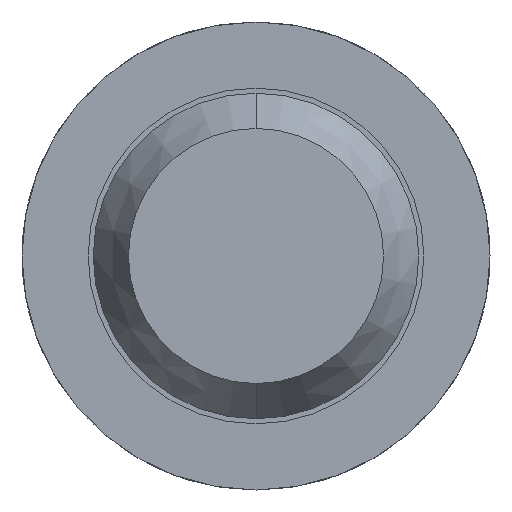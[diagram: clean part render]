
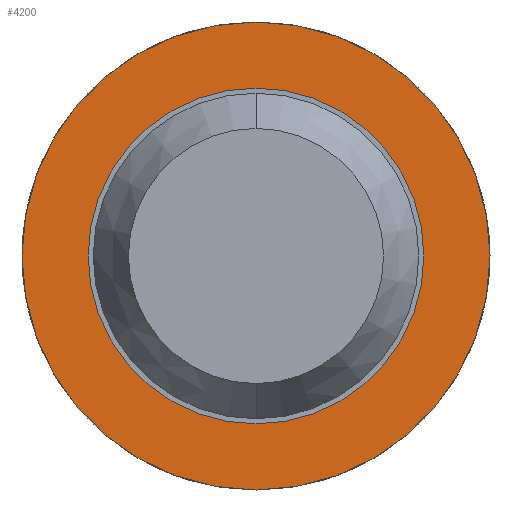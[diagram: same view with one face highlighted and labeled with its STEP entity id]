
A CAD part, front view. The second image highlights one B-rep face of the part: STEP entity #4200.
In plain terms, the highlighted planar face has unit normal (0, -1, 0).
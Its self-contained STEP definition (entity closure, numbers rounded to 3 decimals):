
#145 = CARTESIAN_POINT ( 'NONE',  ( 0., -1.7, -0.825 ) ) ;
#194 = DIRECTION ( 'NONE',  ( 0., 0., 1. ) ) ;
#233 = VERTEX_POINT ( 'NONE', #2584 ) ;
#245 = DIRECTION ( 'NONE',  ( 0., 0., 1. ) ) ;
#575 = DIRECTION ( 'NONE',  ( 0., 0., 1. ) ) ;
#654 = CARTESIAN_POINT ( 'NONE',  ( 0., -1.7, 0. ) ) ;
#727 = DIRECTION ( 'NONE',  ( 0., 1., 0. ) ) ;
#825 = AXIS2_PLACEMENT_3D ( 'NONE', #3580, #1859, #575 ) ;
#978 = ORIENTED_EDGE ( 'NONE', *, *, #3886, .F. ) ;
#1027 = DIRECTION ( 'NONE',  ( 0., 0., 1. ) ) ;
#1110 = EDGE_CURVE ( 'Defeature ausgef�hrt1_38+Defeature ausgef�hrt1_37+Defeature ausgef�hrt1_37+Defeature ausgef�hrt1_37', #1175, #3757, #3373, .T. ) ;
#1154 = CIRCLE ( 'NONE', #4135, 0.825 ) ;
#1175 = VERTEX_POINT ( 'NONE', #145 ) ;
#1184 = CARTESIAN_POINT ( 'NONE',  ( 0., -1.7, 0. ) ) ;
#1254 = CIRCLE ( 'NONE', #3105, 1.15 ) ;
#1350 = VERTEX_POINT ( 'NONE', #4345 ) ;
#1513 = DIRECTION ( 'NONE',  ( 0., 1., 0. ) ) ;
#1551 = PLANE ( 'NONE',  #825 ) ;
#1705 = EDGE_CURVE ( 'Defeature ausgef�hrt1_31+Defeature ausgef�hrt1_38+Defeature ausgef�hrt1_38+Defeature ausgef�hrt1_38', #1350, #233, #3856, .T. ) ;
#1797 = EDGE_CURVE ( 'Defeature ausgef�hrt1_38+Defeature ausgef�hrt1_37+Defeature ausgef�hrt1_37+Defeature ausgef�hrt1_37', #3757, #1175, #1154, .T. ) ;
#1859 = DIRECTION ( 'NONE',  ( 0., 1., 0. ) ) ;
#2092 = AXIS2_PLACEMENT_3D ( 'NONE', #2602, #3301, #245 ) ;
#2377 = DIRECTION ( 'NONE',  ( 0., 1., 0. ) ) ;
#2584 = CARTESIAN_POINT ( 'NONE',  ( 0., -1.7, -1.15 ) ) ;
#2596 = ORIENTED_EDGE ( 'NONE', *, *, #1705, .F. ) ;
#2602 = CARTESIAN_POINT ( 'NONE',  ( 0., -1.7, 0. ) ) ;
#2885 = ORIENTED_EDGE ( 'NONE', *, *, #1110, .T. ) ;
#3067 = DIRECTION ( 'NONE',  ( 0., 0., 1. ) ) ;
#3105 = AXIS2_PLACEMENT_3D ( 'NONE', #1184, #1513, #194 ) ;
#3225 = FACE_BOUND ( 'NONE', #3731, .T. ) ;
#3301 = DIRECTION ( 'NONE',  ( 0., 1., 0. ) ) ;
#3373 = CIRCLE ( 'NONE', #3863, 0.825 ) ;
#3544 = CARTESIAN_POINT ( 'NONE',  ( 0., -1.7, 0.825 ) ) ;
#3580 = CARTESIAN_POINT ( 'NONE',  ( 0.825, -1.7, 0. ) ) ;
#3626 = FACE_OUTER_BOUND ( 'NONE', #3954, .T. ) ;
#3731 = EDGE_LOOP ( 'NONE', ( #4156, #2885 ) ) ;
#3757 = VERTEX_POINT ( 'NONE', #3544 ) ;
#3775 = CARTESIAN_POINT ( 'NONE',  ( 0., -1.7, 0. ) ) ;
#3856 = CIRCLE ( 'NONE', #2092, 1.15 ) ;
#3863 = AXIS2_PLACEMENT_3D ( 'NONE', #3775, #727, #3067 ) ;
#3886 = EDGE_CURVE ( 'Defeature ausgef�hrt1_31+Defeature ausgef�hrt1_38+Defeature ausgef�hrt1_38+Defeature ausgef�hrt1_38', #233, #1350, #1254, .T. ) ;
#3954 = EDGE_LOOP ( 'NONE', ( #2596, #978 ) ) ;
#4135 = AXIS2_PLACEMENT_3D ( 'NONE', #654, #2377, #1027 ) ;
#4156 = ORIENTED_EDGE ( 'NONE', *, *, #1797, .T. ) ;
#4200 = ADVANCED_FACE ( 'Defeature ausgef�hrt1_38', ( #3626, #3225 ), #1551, .F. ) ;
#4345 = CARTESIAN_POINT ( 'NONE',  ( 0., -1.7, 1.15 ) ) ;
